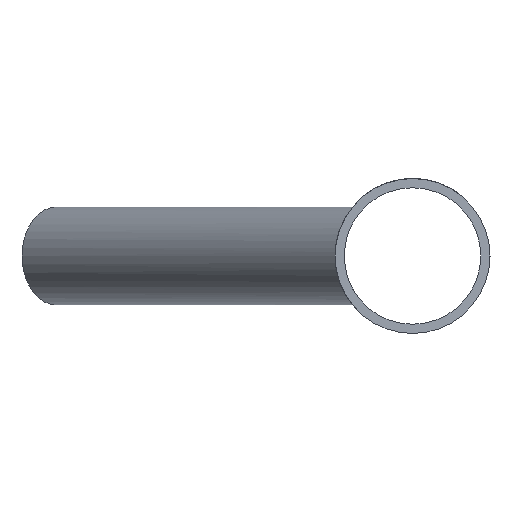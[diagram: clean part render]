
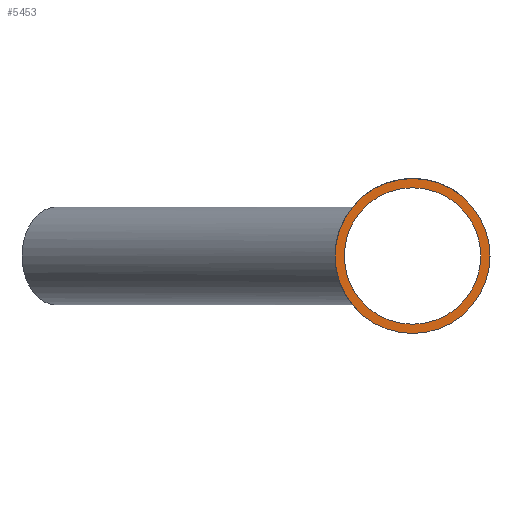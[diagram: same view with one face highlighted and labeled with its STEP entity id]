
A CAD part, left-side view. The second image highlights one B-rep face of the part: STEP entity #5453.
In plain terms, the highlighted planar face has unit normal (-1, 0, 0).
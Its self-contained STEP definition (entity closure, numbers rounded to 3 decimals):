
#956 = VERTEX_POINT ( 'NONE', #16829 ) ;
#1548 = ORIENTED_EDGE ( 'NONE', *, *, #10828, .T. ) ;
#1734 = DIRECTION ( 'NONE',  ( -1., 0., 0. ) ) ;
#2337 = AXIS2_PLACEMENT_3D ( 'NONE', #18787, #8906, #17112 ) ;
#3524 = AXIS2_PLACEMENT_3D ( 'NONE', #17841, #1734, #11252 ) ;
#3970 = EDGE_CURVE ( 'NONE', #956, #956, #16593, .T. ) ;
#4534 = EDGE_LOOP ( 'NONE', ( #1548 ) ) ;
#5453 = ADVANCED_FACE ( 'NONE', ( #8334, #16602 ), #5993, .T. ) ;
#5993 = PLANE ( 'NONE',  #2337 ) ;
#7917 = CIRCLE ( 'NONE', #15374, 16.85 ) ;
#8334 = FACE_BOUND ( 'NONE', #20364, .T. ) ;
#8906 = DIRECTION ( 'NONE',  ( -1., 0., 0. ) ) ;
#9024 = DIRECTION ( 'NONE',  ( -1., 0., 0. ) ) ;
#10828 = EDGE_CURVE ( 'NONE', #16650, #16650, #7917, .T. ) ;
#11252 = DIRECTION ( 'NONE',  ( 0., 0., 1. ) ) ;
#13591 = CARTESIAN_POINT ( 'NONE',  ( -90., 0., 16.85 ) ) ;
#13849 = CARTESIAN_POINT ( 'NONE',  ( -90., 0., 0. ) ) ;
#15374 = AXIS2_PLACEMENT_3D ( 'NONE', #13849, #9024, #17218 ) ;
#16593 = CIRCLE ( 'NONE', #3524, 14.85 ) ;
#16602 = FACE_OUTER_BOUND ( 'NONE', #4534, .T. ) ;
#16650 = VERTEX_POINT ( 'NONE', #13591 ) ;
#16829 = CARTESIAN_POINT ( 'NONE',  ( -90., 0., 14.85 ) ) ;
#17112 = DIRECTION ( 'NONE',  ( 0., 0., 1. ) ) ;
#17218 = DIRECTION ( 'NONE',  ( 0., 0., 1. ) ) ;
#17234 = ORIENTED_EDGE ( 'NONE', *, *, #3970, .F. ) ;
#17841 = CARTESIAN_POINT ( 'NONE',  ( -90., 0., 0. ) ) ;
#18787 = CARTESIAN_POINT ( 'NONE',  ( -90., 0., 0. ) ) ;
#20364 = EDGE_LOOP ( 'NONE', ( #17234 ) ) ;
